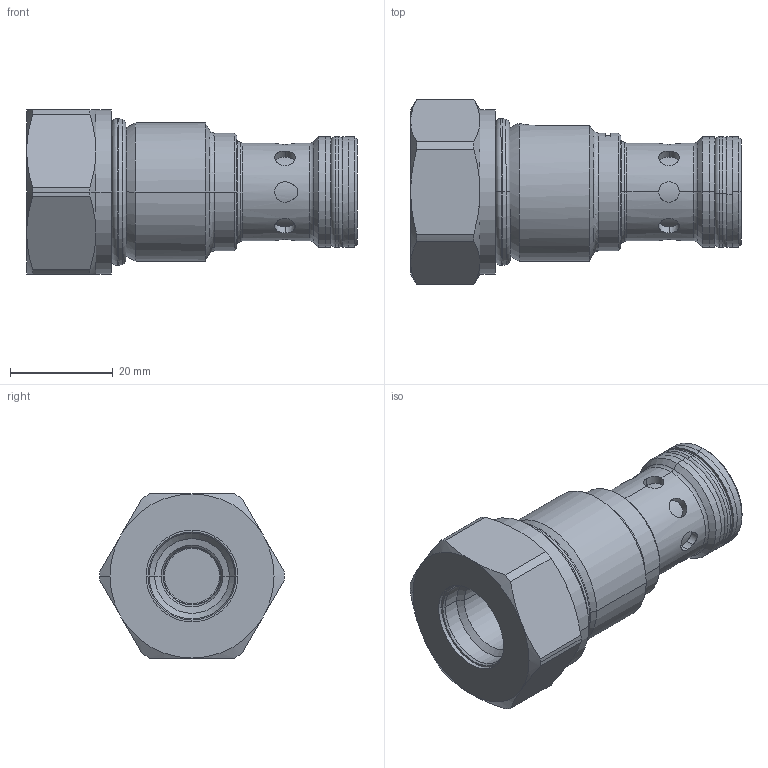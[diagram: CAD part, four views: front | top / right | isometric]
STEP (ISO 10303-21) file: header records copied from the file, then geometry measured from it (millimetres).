
FILE_DESCRIPTION (( 'STEP AP214' ), '1' );
FILE_NAME ('481.B3_defeature.STEP', '2017-02-03T06:45:35', ( 'user' ), ( '' ), 'SwSTEP 2.0', 'SolidWorks 2016', '' );
FILE_SCHEMA (( 'AUTOMOTIVE_DESIGN' ));
Length unit declared in the file: millimetre
Products named in the file (1): 481.B3_defeature
Bounding box: 64.5 x 36 x 32 mm (x, y, z)
Volume: 31236.7 mm3; surface area: 9286.1 mm2
Topology: 3 solids, 3 shells, 169 faces, 376 edges, 223 vertices
Faces by surface type: cylinder 75, cone 39, torus 34, plane 21
Entity records: 5788 total; most frequent: CARTESIAN_POINT 1859, DIRECTION 825, ORIENTED_EDGE 752, EDGE_CURVE 376, AXIS2_PLACEMENT_3D 359, VERTEX_POINT 223, CIRCLE 189, EDGE_LOOP 183
